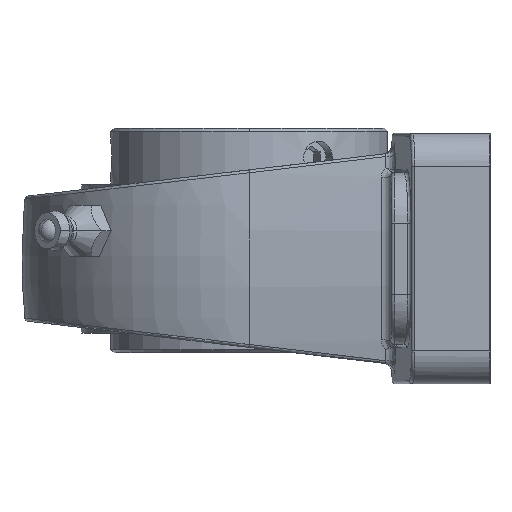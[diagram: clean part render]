
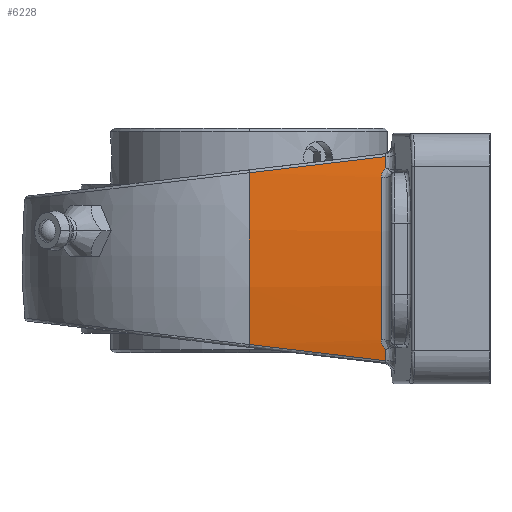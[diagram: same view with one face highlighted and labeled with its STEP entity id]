
A CAD part, left-side view. The second image highlights one B-rep face of the part: STEP entity #6228.
In plain terms, the highlighted cylindrical face has radius 96.8 mm (diameter 193.6 mm), a partial arc.
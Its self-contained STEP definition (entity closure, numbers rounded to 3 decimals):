
#6225 = VERTEX_POINT ( 'NONE', #9173 ) ;
#6228 = ADVANCED_FACE ( 'NONE', ( #9179 ), #9192, .T. ) ;
#6229 = ORIENTED_EDGE ( 'NONE', *, *, #9950, .T. ) ;
#6230 = EDGE_CURVE ( 'NONE', #9951, #6234, #9182, .T. ) ;
#6234 = VERTEX_POINT ( 'NONE', #9444 ) ;
#6236 = VERTEX_POINT ( 'NONE', #9443 ) ;
#6237 = VERTEX_POINT ( 'NONE', #9447 ) ;
#6242 = EDGE_CURVE ( 'NONE', #6225, #6237, #9190, .T. ) ;
#6244 = ORIENTED_EDGE ( 'NONE', *, *, #6230, .T. ) ;
#6245 = ORIENTED_EDGE ( 'NONE', *, *, #6242, .T. ) ;
#6248 = EDGE_CURVE ( 'NONE', #6234, #9912, #9490, .T. ) ;
#6250 = ORIENTED_EDGE ( 'NONE', *, *, #6248, .T. ) ;
#6251 = EDGE_CURVE ( 'NONE', #9912, #6225, #9527, .T. ) ;
#6254 = ORIENTED_EDGE ( 'NONE', *, *, #6251, .T. ) ;
#6261 = EDGE_CURVE ( 'NONE', #9935, #9951, #9553, .T. ) ;
#6270 = ORIENTED_EDGE ( 'NONE', *, *, #6272, .T. ) ;
#6272 = EDGE_CURVE ( 'NONE', #6237, #9889, #11668, .T. ) ;
#8909 = CARTESIAN_POINT ( 'NONE',  ( -33.255, 15.858, 15.475 ) ) ;
#8910 = CARTESIAN_POINT ( 'NONE',  ( -33.509, 29.606, 13.839 ) ) ;
#8912 = CARTESIAN_POINT ( 'NONE',  ( -33.387, 22.725, 14.658 ) ) ;
#9153 = CARTESIAN_POINT ( 'NONE',  ( -33.621, 36.5, 13.019 ) ) ;
#9173 = CARTESIAN_POINT ( 'NONE',  ( -33.255, 15.858, 15.475 ) ) ;
#9179 = FACE_OUTER_BOUND ( 'NONE', #9919, .T. ) ;
#9182 = CIRCLE ( 'NONE', #9186, 96.8 ) ;
#9184 = AXIS2_PLACEMENT_3D ( 'NONE', #9189, #9188, #9243 ) ;
#9185 = CARTESIAN_POINT ( 'NONE',  ( 62.3, 16.5, 0. ) ) ;
#9186 = AXIS2_PLACEMENT_3D ( 'NONE', #9185, #9244, #9242 ) ;
#9188 = DIRECTION ( 'NONE',  ( 0., 1., 0. ) ) ;
#9189 = CARTESIAN_POINT ( 'NONE',  ( 62.3, -23.109, 0. ) ) ;
#9190 =( BOUNDED_CURVE ( )  B_SPLINE_CURVE ( 3, ( #8909, #8912, #8910, #9153 ),
 .UNSPECIFIED., .F., .T. ) 
 B_SPLINE_CURVE_WITH_KNOTS ( ( 4, 4 ),
 ( 4.552, 4.577 ),
 .UNSPECIFIED. ) 
 CURVE ( )  GEOMETRIC_REPRESENTATION_ITEM ( )  RATIONAL_B_SPLINE_CURVE ( ( 1., 1., 1., 1. ) ) 
 REPRESENTATION_ITEM ( '' )  );
#9192 = CYLINDRICAL_SURFACE ( 'NONE', #9184, 96.8 ) ;
#9242 = DIRECTION ( 'NONE',  ( 0., 0., 1. ) ) ;
#9243 = DIRECTION ( 'NONE',  ( 0., 0., 1. ) ) ;
#9244 = DIRECTION ( 'NONE',  ( 0., 1., 0. ) ) ;
#9443 = CARTESIAN_POINT ( 'NONE',  ( -33.255, 15.858, -15.475 ) ) ;
#9444 = CARTESIAN_POINT ( 'NONE',  ( -33.714, 16.5, 12.309 ) ) ;
#9447 = CARTESIAN_POINT ( 'NONE',  ( -33.621, 36.5, 13.019 ) ) ;
#9485 = CARTESIAN_POINT ( 'NONE',  ( -33.625, 16.384, 12.985 ) ) ;
#9486 = CARTESIAN_POINT ( 'NONE',  ( -33.643, 16.428, 12.852 ) ) ;
#9487 = CARTESIAN_POINT ( 'NONE',  ( -33.679, 16.485, 12.584 ) ) ;
#9488 = CARTESIAN_POINT ( 'NONE',  ( -33.696, 16.5, 12.448 ) ) ;
#9489 = CARTESIAN_POINT ( 'NONE',  ( -33.714, 16.5, 12.309 ) ) ;
#9490 = B_SPLINE_CURVE_WITH_KNOTS ( 'NONE', 3,
 ( #9489, #9488, #9487, #9486, #9485, #9539, #9538, #9537, #9535, #9534 ),
 .UNSPECIFIED., .F., .F.,
 ( 4, 2, 2, 2, 4 ),
 ( 0., 0., 0.001, 0.001, 0.002 ),
 .UNSPECIFIED. ) ;
#9522 = CARTESIAN_POINT ( 'NONE',  ( -33.255, 15.858, 15.475 ) ) ;
#9523 = CARTESIAN_POINT ( 'NONE',  ( -33.347, 15.851, 14.908 ) ) ;
#9524 = CARTESIAN_POINT ( 'NONE',  ( -33.434, 15.845, 14.34 ) ) ;
#9525 = CARTESIAN_POINT ( 'NONE',  ( -33.515, 15.839, 13.772 ) ) ;
#9527 =( BOUNDED_CURVE ( )  B_SPLINE_CURVE ( 3, ( #9525, #9524, #9523, #9522 ),
 .UNSPECIFIED., .F., .F. ) 
 B_SPLINE_CURVE_WITH_KNOTS ( ( 4, 4 ),
 ( 3.284, 3.302 ),
 .UNSPECIFIED. ) 
 CURVE ( )  GEOMETRIC_REPRESENTATION_ITEM ( )  RATIONAL_B_SPLINE_CURVE ( ( 1., 1., 1., 1. ) ) 
 REPRESENTATION_ITEM ( '' )  );
#9534 = CARTESIAN_POINT ( 'NONE',  ( -33.515, 15.839, 13.772 ) ) ;
#9535 = CARTESIAN_POINT ( 'NONE',  ( -33.529, 15.944, 13.679 ) ) ;
#9537 = CARTESIAN_POINT ( 'NONE',  ( -33.543, 16.038, 13.576 ) ) ;
#9538 = CARTESIAN_POINT ( 'NONE',  ( -33.575, 16.201, 13.354 ) ) ;
#9539 = CARTESIAN_POINT ( 'NONE',  ( -33.591, 16.271, 13.235 ) ) ;
#9553 = B_SPLINE_CURVE_WITH_KNOTS ( 'NONE', 3,
 ( #9722, #9721, #9720, #9719, #9718, #9717, #9716, #9715, #9714, #9713 ),
 .UNSPECIFIED., .F., .F.,
 ( 4, 2, 2, 2, 4 ),
 ( 0., 0., 0.001, 0.001, 0.002 ),
 .UNSPECIFIED. ) ;
#9713 = CARTESIAN_POINT ( 'NONE',  ( -33.714, 16.5, -12.309 ) ) ;
#9714 = CARTESIAN_POINT ( 'NONE',  ( -33.696, 16.5, -12.448 ) ) ;
#9715 = CARTESIAN_POINT ( 'NONE',  ( -33.679, 16.485, -12.584 ) ) ;
#9716 = CARTESIAN_POINT ( 'NONE',  ( -33.643, 16.428, -12.852 ) ) ;
#9717 = CARTESIAN_POINT ( 'NONE',  ( -33.625, 16.384, -12.985 ) ) ;
#9718 = CARTESIAN_POINT ( 'NONE',  ( -33.591, 16.271, -13.235 ) ) ;
#9719 = CARTESIAN_POINT ( 'NONE',  ( -33.575, 16.201, -13.354 ) ) ;
#9720 = CARTESIAN_POINT ( 'NONE',  ( -33.543, 16.038, -13.576 ) ) ;
#9721 = CARTESIAN_POINT ( 'NONE',  ( -33.529, 15.944, -13.679 ) ) ;
#9722 = CARTESIAN_POINT ( 'NONE',  ( -33.515, 15.839, -13.772 ) ) ;
#9889 = VERTEX_POINT ( 'NONE', #13882 ) ;
#9912 = VERTEX_POINT ( 'NONE', #13919 ) ;
#9917 = ORIENTED_EDGE ( 'NONE', *, *, #9940, .T. ) ;
#9919 = EDGE_LOOP ( 'NONE', ( #9917, #6229, #9936, #6244, #6250, #6254, #6245, #6270 ) ) ;
#9935 = VERTEX_POINT ( 'NONE', #13941 ) ;
#9936 = ORIENTED_EDGE ( 'NONE', *, *, #6261, .T. ) ;
#9940 = EDGE_CURVE ( 'NONE', #9889, #6236, #13964, .T. ) ;
#9950 = EDGE_CURVE ( 'NONE', #6236, #9935, #13973, .T. ) ;
#9951 = VERTEX_POINT ( 'NONE', #13967 ) ;
#11651 = DIRECTION ( 'NONE',  ( 0., 0., -1. ) ) ;
#11652 = DIRECTION ( 'NONE',  ( 0., -1., 0. ) ) ;
#11653 = AXIS2_PLACEMENT_3D ( 'NONE', #11661, #11652, #11651 ) ;
#11661 = CARTESIAN_POINT ( 'NONE',  ( 62.3, 36.5, 0. ) ) ;
#11668 = CIRCLE ( 'NONE', #11653, 96.8 ) ;
#13882 = CARTESIAN_POINT ( 'NONE',  ( -33.621, 36.5, -13.019 ) ) ;
#13919 = CARTESIAN_POINT ( 'NONE',  ( -33.515, 15.839, 13.772 ) ) ;
#13941 = CARTESIAN_POINT ( 'NONE',  ( -33.515, 15.839, -13.772 ) ) ;
#13960 = CARTESIAN_POINT ( 'NONE',  ( -33.255, 15.858, -15.475 ) ) ;
#13961 = CARTESIAN_POINT ( 'NONE',  ( -33.387, 22.725, -14.658 ) ) ;
#13962 = CARTESIAN_POINT ( 'NONE',  ( -33.509, 29.606, -13.839 ) ) ;
#13963 = CARTESIAN_POINT ( 'NONE',  ( -33.621, 36.5, -13.019 ) ) ;
#13964 =( BOUNDED_CURVE ( )  B_SPLINE_CURVE ( 3, ( #13963, #13962, #13961, #13960 ),
 .UNSPECIFIED., .F., .T. ) 
 B_SPLINE_CURVE_WITH_KNOTS ( ( 4, 4 ),
 ( 1.706, 1.731 ),
 .UNSPECIFIED. ) 
 CURVE ( )  GEOMETRIC_REPRESENTATION_ITEM ( )  RATIONAL_B_SPLINE_CURVE ( ( 1., 1., 1., 1. ) ) 
 REPRESENTATION_ITEM ( '' )  );
#13967 = CARTESIAN_POINT ( 'NONE',  ( -33.714, 16.5, -12.309 ) ) ;
#13968 = CARTESIAN_POINT ( 'NONE',  ( -33.515, 15.839, -13.772 ) ) ;
#13969 = CARTESIAN_POINT ( 'NONE',  ( -33.434, 15.845, -14.34 ) ) ;
#13971 = CARTESIAN_POINT ( 'NONE',  ( -33.347, 15.851, -14.908 ) ) ;
#13972 = CARTESIAN_POINT ( 'NONE',  ( -33.255, 15.858, -15.475 ) ) ;
#13973 =( BOUNDED_CURVE ( )  B_SPLINE_CURVE ( 3, ( #13972, #13971, #13969, #13968 ),
 .UNSPECIFIED., .F., .T. ) 
 B_SPLINE_CURVE_WITH_KNOTS ( ( 4, 4 ),
 ( 2.981, 2.999 ),
 .UNSPECIFIED. ) 
 CURVE ( )  GEOMETRIC_REPRESENTATION_ITEM ( )  RATIONAL_B_SPLINE_CURVE ( ( 1., 1., 1., 1. ) ) 
 REPRESENTATION_ITEM ( '' )  );
